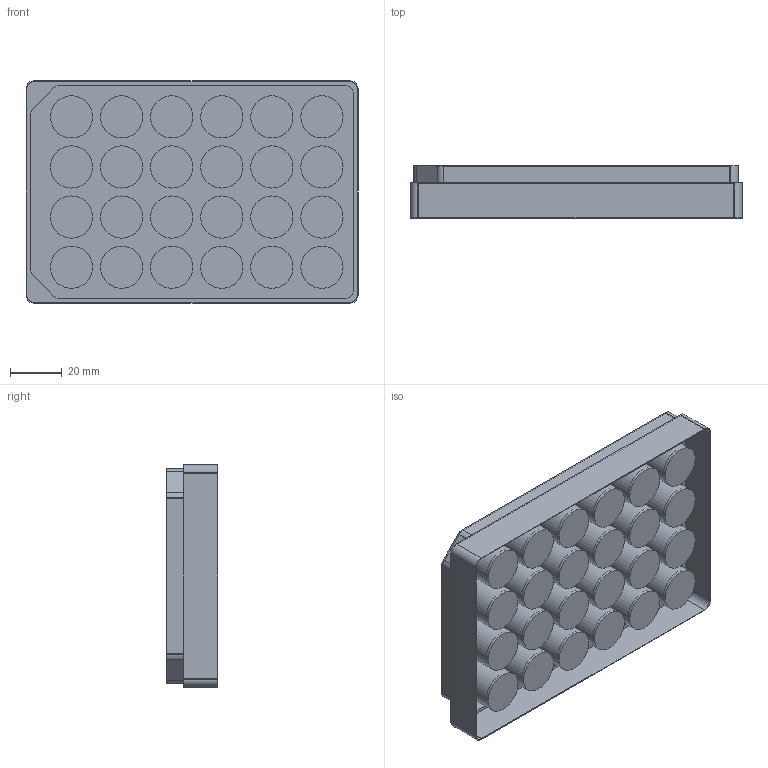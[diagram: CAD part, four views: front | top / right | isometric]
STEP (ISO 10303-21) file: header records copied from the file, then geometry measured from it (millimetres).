
FILE_DESCRIPTION(/* description */ ('STEP AP214'),/* implementation_level */ '2;1');
FILE_NAME(/* name */ '00_24wellplate_base_2.ipt.step',/* time_stamp */ '2022-11-29T07:33:54+01:00',/* author */ ('SUSHISERVIE'),/* organization */ (''),/* preprocessor_version */ 'ST-DEVELOPER v18.1',/* originating_system */ 'Autodesk Inventor 2022',/* authorisation */ '');
FILE_SCHEMA (('AUTOMOTIVE_DESIGN { 1 0 10303 214 3 1 1 }'));
Length unit declared in the file: millimetre
Products named in the file (1): 00_24wellplate_base_2
Bounding box: 127.89 x 20.02 x 85.6 mm (x, y, z)
Volume: 17095.6 mm3; surface area: 78381.3 mm2
Topology: 1 solids, 1 shells, 141 faces, 264 edges, 176 vertices
Faces by surface type: plane 73, cylinder 68
Full cylindrical faces by diameter (mm): 15.62 x24, 16.26 x24
Entity records: 3615 total; most frequent: DIRECTION 684, CARTESIAN_POINT 582, ORIENTED_EDGE 528, AXIS2_PLACEMENT_3D 278, EDGE_CURVE 264, EDGE_LOOP 192, VERTEX_POINT 176, FACE_OUTER_BOUND 141
